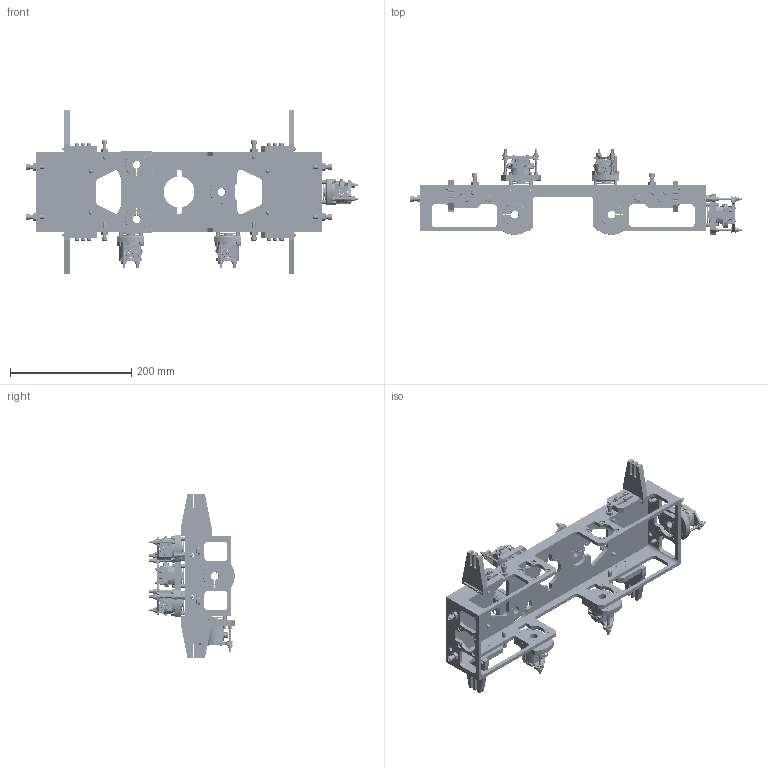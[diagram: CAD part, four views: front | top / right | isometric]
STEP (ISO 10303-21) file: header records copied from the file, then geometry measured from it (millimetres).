
FILE_DESCRIPTION (( 'STEP AP203' ), '1' );
FILE_NAME ('D080677-v4.STEP', '2012-02-21T21:05:37', ( 'Dwayne Giardina' ), ( 'Microsoft' ), 'SwSTEP 2.0', 'SolidWorks 2012', '' );
FILE_SCHEMA (( 'CONFIG_CONTROL_DESIGN' ));
Length unit declared in the file: inch
Products named in the file (15): D080677-v4; Ag-SST_HexNut_HN .25; Rounded_SHCS_RSHCS 0.25-20  X 1; Helicoil_0.25-20 X 0.25 LONG; SST_Socketheadcapscrew_SHCS #4-40  X 0.875; D060218_OSEM_Assembly-00; SST_Socketheadcapscrew_SHCS #8-32  X 0.625; Vented_Flat_Washer_________ FLAT WASHERS NAS 620-C8L  (OR EQUIV.); Helicoil_#8-32 X 0.246 LONG; D1002133_Advanced_LIGO_SUS_HLTS_Mounting_Bracket,_Coil_Holder; SST_Socketheadcapscrew_SHCS #4-40  X 0.75; Vented_Flat_Washer_________ FLAT WASHERS NAS 620-C4L  (OR EQUIV.); D1002135_Advanced_LIGO_SUS_HLTS_Mounting_Bracket_Longitudinal_Section,_Coil_Holder; D1002134_Advanced_LIGO_SUS_HLTS_Mounting_Bracket_Lateral_Section,_Coil_Holder; D070449_Advanced_LIGO_SUS_HLTS_Coil_Holder
Assembly tree (137 placements, depth 3):
  D080677-v4
    D070449_Advanced_LIGO_SUS_HLTS_Coil_Holder
    D1002133_Advanced_LIGO_SUS_HLTS_Mounting_Bracket,_Coil_Holder  x4
      D1002134_Advanced_LIGO_SUS_HLTS_Mounting_Bracket_Lateral_Section,_Coil_Holder
      D1002135_Advanced_LIGO_SUS_HLTS_Mounting_Bracket_Longitudinal_Section,_Coil_Holder
      Vented_Flat_Washer_________ FLAT WASHERS NAS 620-C4L  (OR EQUIV.)
      SST_Socketheadcapscrew_SHCS #4-40  X 0.75
    Helicoil_#8-32 X 0.246 LONG  x12
    Vented_Flat_Washer_________ FLAT WASHERS NAS 620-C8L  (OR EQUIV.)  x12
    SST_Socketheadcapscrew_SHCS #8-32  X 0.625  x12
    D060218_OSEM_Assembly-00  x6
    Vented_Flat_Washer_________ FLAT WASHERS NAS 620-C4L  (OR EQUIV.)  x24
    SST_Socketheadcapscrew_SHCS #4-40  X 0.875  x24
    Helicoil_0.25-20 X 0.25 LONG  x12
    Rounded_SHCS_RSHCS 0.25-20  X 1  x12
    Ag-SST_HexNut_HN .25  x12
Bounding box: 547.78 x 141.24 x 271.78 mm (x, y, z)
Volume: 758229.8 mm3; surface area: 495326 mm2
Topology: 145 solids, 463 shells, 6788 faces, 17808 edges, 11608 vertices
Faces by surface type: plane 3003, cylinder 2533, cone 1066, torus 126, bspline 36, sphere 24
Entity records: 51636 total; most frequent: CARTESIAN_POINT 9630, DIRECTION 8356, ORIENTED_EDGE 7141, EDGE_CURVE 3804, AXIS2_PLACEMENT_3D 3255, VERTEX_POINT 2521, VECTOR 1846, LINE 1846
